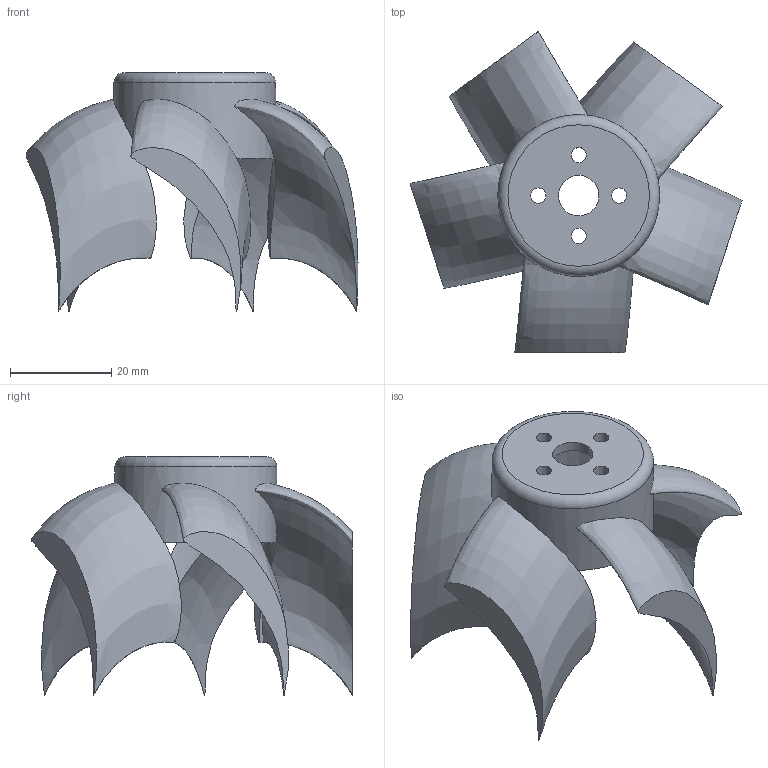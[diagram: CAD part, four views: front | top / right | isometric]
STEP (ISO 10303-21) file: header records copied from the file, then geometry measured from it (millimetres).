
FILE_DESCRIPTION(('FreeCAD Model'),'2;1');
FILE_NAME('HK2627 mount.step','2015-04-18T14:19:40',('Author'),(''), 'Open CASCADE STEP processor 6.8','FreeCAD','Unknown');
FILE_SCHEMA(('AUTOMOTIVE_DESIGN_CC2 { 1 2 10303 214 -1 1 5 4 }'));
Length unit declared in the file: millimetre
Products named in the file (1): HK2627_Mount
Bounding box: 65.7 x 63.51 x 47.24 mm (x, y, z)
Volume: 14130.1 mm3; surface area: 12882.9 mm2
Topology: 1 solids, 1 shells, 26 faces, 59 edges, 36 vertices
Faces by surface type: cylinder 12, plane 8, bspline 5, torus 1
Full cylindrical faces by diameter (mm): 3 x4, 8 x1, 28 x1, 32 x1
Entity records: 27092 total; most frequent: CARTESIAN_POINT 25936, DIRECTION 184, ORIENTED_EDGE 118, PCURVE 118, DEFINITIONAL_REPRESENTATION 118, LINE 64, VECTOR 64, B_SPLINE_CURVE_WITH_KNOTS 63
